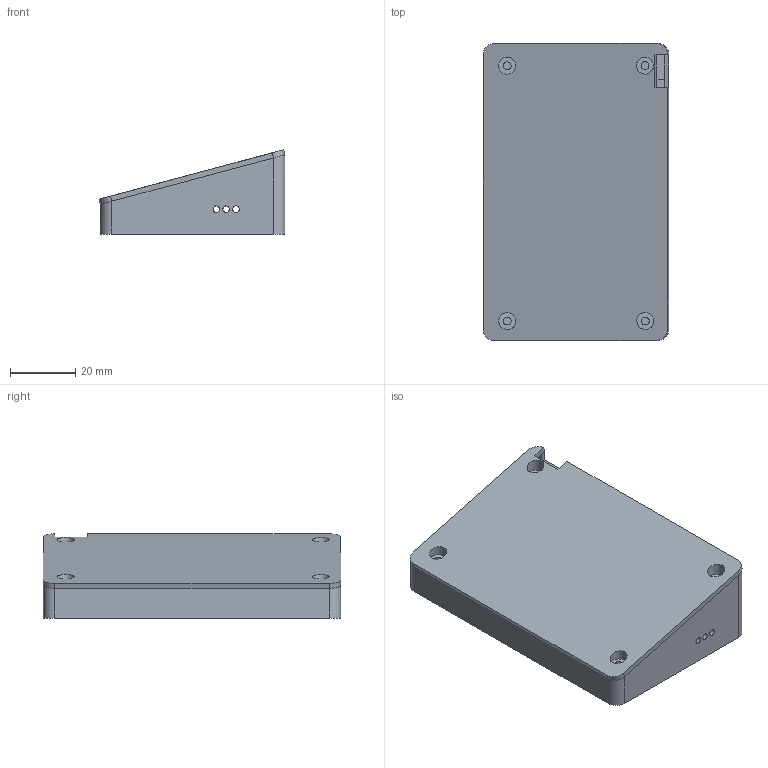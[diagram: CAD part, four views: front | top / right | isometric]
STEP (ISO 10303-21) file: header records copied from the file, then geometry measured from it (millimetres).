
FILE_DESCRIPTION(/* description */ (''),/* implementation_level */ '2;1');
FILE_NAME(/* name */ 'Berna_Fly_Clock_Thermometer_ESP32-2432S028R.step',/* time_stamp */ '2023-06-27T23:37:33+02:00',/* author */ (''),/* organization */ (''),/* preprocessor_version */ 'ST-DEVELOPER v19.2',/* originating_system */ 'Autodesk Translation Framework v12.6.0.85',/* authorisation */ '');
FILE_SCHEMA (('AUTOMOTIVE_DESIGN { 1 0 10303 214 3 1 1 }'));
Length unit declared in the file: millimetre
Products named in the file (1): Supporto display ESP32-2432S028
Bounding box: 56.91 x 91 x 25.83 mm (x, y, z)
Volume: 21840.3 mm3; surface area: 28851.3 mm2
Topology: 2 solids, 2 shells, 125 faces, 298 edges, 198 vertices
Faces by surface type: plane 84, cylinder 37, bspline 4
Full cylindrical faces by diameter (mm): 2 x9, 2.4 x4, 3.4 x4, 5.2 x8, 6.2 x4
Entity records: 3722 total; most frequent: CARTESIAN_POINT 642, DIRECTION 632, ORIENTED_EDGE 596, EDGE_CURVE 298, AXIS2_PLACEMENT_3D 212, LINE 208, VECTOR 208, VERTEX_POINT 198
